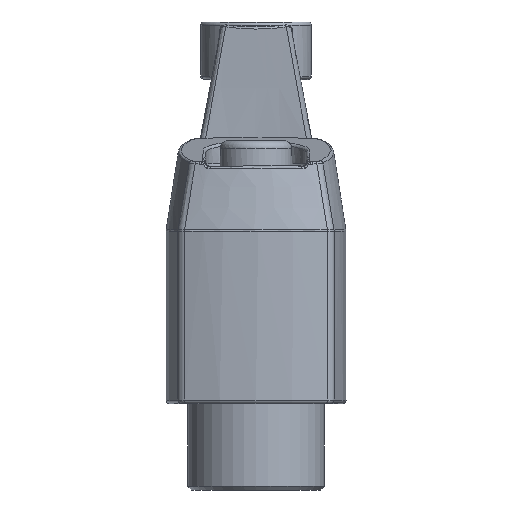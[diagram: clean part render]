
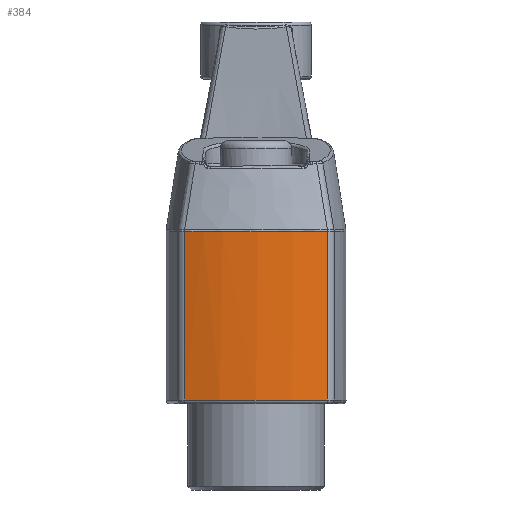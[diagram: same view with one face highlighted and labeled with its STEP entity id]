
A CAD part, left-side view. The second image highlights one B-rep face of the part: STEP entity #384.
In plain terms, the highlighted cylindrical face has radius 30.655 mm (diameter 61.31 mm), a partial arc.
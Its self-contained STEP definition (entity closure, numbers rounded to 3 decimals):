
#384 = ADVANCED_FACE( '', ( #812 ), #813, .T. );
#812 = FACE_OUTER_BOUND( '', #7098, .T. );
#813 = CYLINDRICAL_SURFACE( '', #7099, 30.655 );
#7098 = EDGE_LOOP( '', ( #9770, #9771, #9772, #9773 ) );
#7099 = AXIS2_PLACEMENT_3D( '', #9774, #9775, #9776 );
#9770 = ORIENTED_EDGE( '', *, *, #10491, .T. );
#9771 = ORIENTED_EDGE( '', *, *, #10359, .T. );
#9772 = ORIENTED_EDGE( '', *, *, #10121, .T. );
#9773 = ORIENTED_EDGE( '', *, *, #10444, .T. );
#9774 = CARTESIAN_POINT( '', ( 18.155, 0., 0. ) );
#9775 = DIRECTION( '', ( 0., 0., 1. ) );
#9776 = DIRECTION( '', ( -1., 0., 0. ) );
#10121 = EDGE_CURVE( '', #10653, #10654, #10655, .F. );
#10359 = EDGE_CURVE( '', #11017, #10653, #11019, .F. );
#10444 = EDGE_CURVE( '', #10654, #11131, #11133, .T. );
#10491 = EDGE_CURVE( '', #11131, #11017, #11183, .T. );
#10653 = VERTEX_POINT( '', #11762 );
#10654 = VERTEX_POINT( '', #11763 );
#10655 = LINE( '', #11764, #11765 );
#11017 = VERTEX_POINT( '', #14302 );
#11019 = CIRCLE( '', #14304, 30.655 );
#11131 = VERTEX_POINT( '', #15036 );
#11133 = B_SPLINE_CURVE_WITH_KNOTS( '', 3, ( #15041, #15042, #15043, #15044, #15045, #15046, #15047, #15048, #15049, #15050, #15051, #15052, #15053, #15054, #15055, #15056, #15057, #15058, #15059, #15060, #15061, #15062, #15063, #15064, #15065, #15066, #15067, #15068, #15069, #15070, #15071, #15072, #15073 ), .UNSPECIFIED., .F., .F., ( 4, 2, 2, 1, 1, 2, 2, 2, 2, 1, 2, 1, 1, 2, 2, 1, 1, 2, 2, 4 ), ( 0., 0.001, 0.001, 0.003, 0.004, 0.005, 0.006, 0.007, 0.008, 0.009, 0.01, 0.011, 0.013, 0.014, 0.014, 0.015, 0.016, 0.018, 0.019, 0.02 ), .UNSPECIFIED. );
#11183 = LINE( '', #15427, #15428 );
#11762 = CARTESIAN_POINT( '', ( -10.851, -9.917, 0.5 ) );
#11763 = CARTESIAN_POINT( '', ( -10.851, -9.917, 23.843 ) );
#11764 = CARTESIAN_POINT( '', ( -10.851, -9.917, 0. ) );
#11765 = VECTOR( '', #15806, 1000. );
#14302 = CARTESIAN_POINT( '', ( -10.851, 9.917, 0.5 ) );
#14304 = AXIS2_PLACEMENT_3D( '', #16002, #16003, #16004 );
#15036 = CARTESIAN_POINT( '', ( -10.851, 9.917, 23.843 ) );
#15041 = CARTESIAN_POINT( '', ( -10.851, -9.917, 23.843 ) );
#15042 = CARTESIAN_POINT( '', ( -10.92, -9.716, 23.844 ) );
#15043 = CARTESIAN_POINT( '', ( -10.987, -9.515, 23.845 ) );
#15044 = CARTESIAN_POINT( '', ( -11.115, -9.112, 23.846 ) );
#15045 = CARTESIAN_POINT( '', ( -11.177, -8.91, 23.847 ) );
#15046 = CARTESIAN_POINT( '', ( -11.357, -8.303, 23.849 ) );
#15047 = CARTESIAN_POINT( '', ( -11.58, -7.491, 23.851 ) );
#15048 = CARTESIAN_POINT( '', ( -11.862, -6.264, 23.854 ) );
#15049 = CARTESIAN_POINT( '', ( -12.016, -5.44, 23.856 ) );
#15050 = CARTESIAN_POINT( '', ( -12.154, -4.614, 23.857 ) );
#15051 = CARTESIAN_POINT( '', ( -12.214, -4.199, 23.858 ) );
#15052 = CARTESIAN_POINT( '', ( -12.292, -3.575, 23.859 ) );
#15053 = CARTESIAN_POINT( '', ( -12.315, -3.366, 23.859 ) );
#15054 = CARTESIAN_POINT( '', ( -12.359, -2.949, 23.859 ) );
#15055 = CARTESIAN_POINT( '', ( -12.378, -2.74, 23.86 ) );
#15056 = CARTESIAN_POINT( '', ( -12.43, -2.112, 23.86 ) );
#15057 = CARTESIAN_POINT( '', ( -12.482, -1.271, 23.861 ) );
#15058 = CARTESIAN_POINT( '', ( -12.5, -0.425, 23.861 ) );
#15059 = CARTESIAN_POINT( '', ( -12.5, 0.425, 23.861 ) );
#15060 = CARTESIAN_POINT( '', ( -12.482, 1.271, 23.861 ) );
#15061 = CARTESIAN_POINT( '', ( -12.404, 2.532, 23.86 ) );
#15062 = CARTESIAN_POINT( '', ( -12.317, 3.367, 23.859 ) );
#15063 = CARTESIAN_POINT( '', ( -12.24, 3.991, 23.858 ) );
#15064 = CARTESIAN_POINT( '', ( -12.212, 4.199, 23.858 ) );
#15065 = CARTESIAN_POINT( '', ( -12.152, 4.613, 23.857 ) );
#15066 = CARTESIAN_POINT( '', ( -12.055, 5.234, 23.856 ) );
#15067 = CARTESIAN_POINT( '', ( -11.862, 6.264, 23.854 ) );
#15068 = CARTESIAN_POINT( '', ( -11.674, 7.082, 23.852 ) );
#15069 = CARTESIAN_POINT( '', ( -11.468, 7.897, 23.85 ) );
#15070 = CARTESIAN_POINT( '', ( -11.357, 8.303, 23.849 ) );
#15071 = CARTESIAN_POINT( '', ( -11.117, 9.112, 23.846 ) );
#15072 = CARTESIAN_POINT( '', ( -10.989, 9.516, 23.845 ) );
#15073 = CARTESIAN_POINT( '', ( -10.851, 9.917, 23.843 ) );
#15427 = CARTESIAN_POINT( '', ( -10.851, 9.917, 0. ) );
#15428 = VECTOR( '', #16069, 1000. );
#15806 = DIRECTION( '', ( 0., 0., -1. ) );
#16002 = CARTESIAN_POINT( '', ( 18.155, 0., 0.5 ) );
#16003 = DIRECTION( '', ( 0., 0., -1. ) );
#16004 = DIRECTION( '', ( -1., 0., 0. ) );
#16069 = DIRECTION( '', ( 0., 0., -1. ) );
